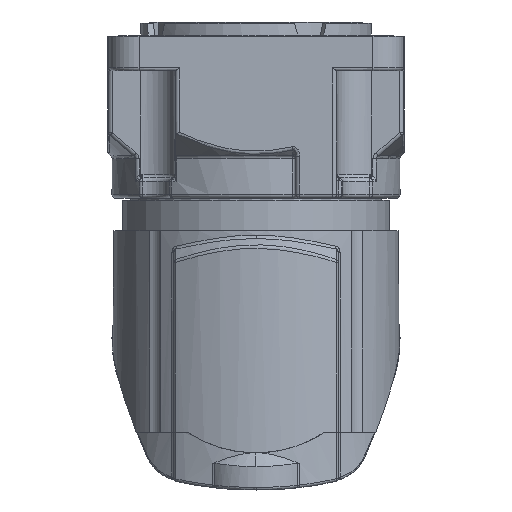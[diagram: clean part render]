
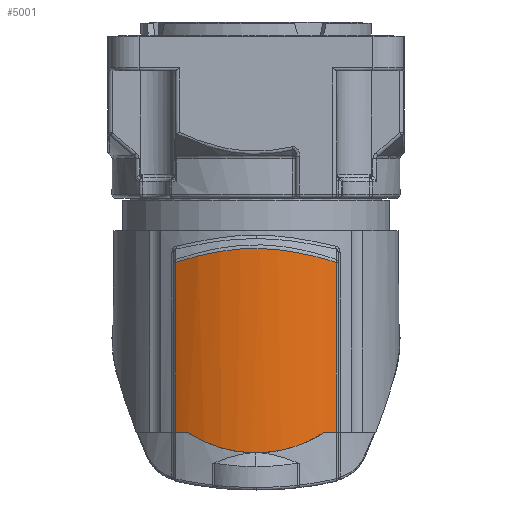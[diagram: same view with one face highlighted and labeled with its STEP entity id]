
A CAD part, front view. The second image highlights one B-rep face of the part: STEP entity #5001.
In plain terms, the highlighted cylindrical face has radius 11.484 mm (diameter 22.967 mm), a partial arc.
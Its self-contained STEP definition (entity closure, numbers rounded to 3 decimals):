
#1282=CYLINDRICAL_SURFACE('',#32242,11.484);
#2127=LINE('',#45747,#3612);
#2128=LINE('',#45749,#3613);
#3612=VECTOR('',#35619,1.);
#3613=VECTOR('',#35622,1.);
#5001=ADVANCED_FACE('',(#7117),#1282,.T.);
#7117=FACE_OUTER_BOUND('',#8854,.T.);
#8854=EDGE_LOOP('',(#12747,#12748,#12749,#12750,#12751,#12752));
#10748=CIRCLE('',#32233,11.484);
#10751=CIRCLE('',#32241,11.484);
#12747=ORIENTED_EDGE('',*,*,#25563,.T.);
#12748=ORIENTED_EDGE('',*,*,#25564,.T.);
#12749=ORIENTED_EDGE('',*,*,#25565,.T.);
#12750=ORIENTED_EDGE('',*,*,#25552,.T.);
#12751=ORIENTED_EDGE('',*,*,#25562,.F.);
#12752=ORIENTED_EDGE('',*,*,#25566,.F.);
#22272=VERTEX_POINT('',#45712);
#22273=VERTEX_POINT('',#45714);
#22278=VERTEX_POINT('',#45744);
#22279=VERTEX_POINT('',#45750);
#22280=VERTEX_POINT('',#45751);
#22281=VERTEX_POINT('',#45753);
#25552=EDGE_CURVE('',#22273,#22272,#10748,.T.);
#25562=EDGE_CURVE('',#22278,#22272,#2127,.T.);
#25563=EDGE_CURVE('',#22279,#22280,#2128,.T.);
#25564=EDGE_CURVE('',#22280,#22281,#10751,.T.);
#25565=EDGE_CURVE('',#22281,#22273,#30089,.T.);
#25566=EDGE_CURVE('',#22279,#22278,#30090,.T.);
#30089=B_SPLINE_CURVE_WITH_KNOTS('',3,(#45754,#45755,#45756,#45757,#45758,
#45759),.UNSPECIFIED.,.F.,.F.,(4,2,4),(0.,0.5,1.),.UNSPECIFIED.);
#30090=B_SPLINE_CURVE_WITH_KNOTS('',3,(#45760,#45761,#45762,#45763,#45764,
#45765),.UNSPECIFIED.,.F.,.F.,(4,2,4),(0.,0.5,1.),.UNSPECIFIED.);
#32233=AXIS2_PLACEMENT_3D('',#45713,#35602,#35603);
#32241=AXIS2_PLACEMENT_3D('',#45752,#35623,#35624);
#32242=AXIS2_PLACEMENT_3D('',#45766,#35625,#35626);
#35602=DIRECTION('',(0.,0.,1.));
#35603=DIRECTION('',(0.433,-0.901,0.));
#35619=DIRECTION('',(0.,0.,-1.));
#35622=DIRECTION('',(0.,0.,-1.));
#35623=DIRECTION('',(0.,0.,1.));
#35624=DIRECTION('',(-0.51,-0.86,0.));
#35625=DIRECTION('',(0.,0.,1.));
#35626=DIRECTION('',(0.,1.,0.));
#45712=CARTESIAN_POINT('',(5.853,-30.18,-6.75));
#45713=CARTESIAN_POINT('',(0.,-20.3,-6.75));
#45714=CARTESIAN_POINT('',(4.97,-30.652,-6.75));
#45744=CARTESIAN_POINT('',(5.853,-30.18,5.628));
#45747=CARTESIAN_POINT('',(5.853,-30.18,5.628));
#45749=CARTESIAN_POINT('',(-5.853,-30.18,5.628));
#45750=CARTESIAN_POINT('',(-5.853,-30.18,5.628));
#45751=CARTESIAN_POINT('',(-5.853,-30.18,-6.75));
#45752=CARTESIAN_POINT('',(0.,-20.3,-6.75));
#45753=CARTESIAN_POINT('',(-4.97,-30.652,-6.75));
#45754=CARTESIAN_POINT('',(-4.97,-30.652,-6.75));
#45755=CARTESIAN_POINT('',(-3.465,-31.375,-7.75));
#45756=CARTESIAN_POINT('',(-1.756,-31.784,-8.25));
#45757=CARTESIAN_POINT('',(1.756,-31.784,-8.25));
#45758=CARTESIAN_POINT('',(3.464,-31.376,-7.75));
#45759=CARTESIAN_POINT('',(4.97,-30.652,-6.75));
#45760=CARTESIAN_POINT('',(-5.853,-30.18,5.628));
#45761=CARTESIAN_POINT('',(-4.219,-31.148,6.157));
#45762=CARTESIAN_POINT('',(-2.402,-31.713,6.602));
#45763=CARTESIAN_POINT('',(1.666,-31.843,6.689));
#45764=CARTESIAN_POINT('',(3.88,-31.349,6.253));
#45765=CARTESIAN_POINT('',(5.853,-30.18,5.628));
#45766=CARTESIAN_POINT('',(0.,-20.3,-17.1));
